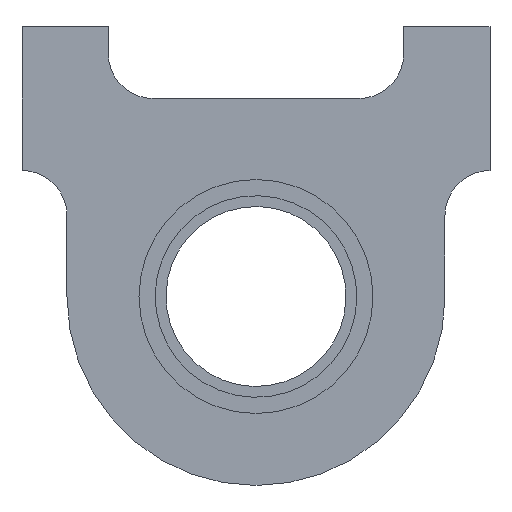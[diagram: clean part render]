
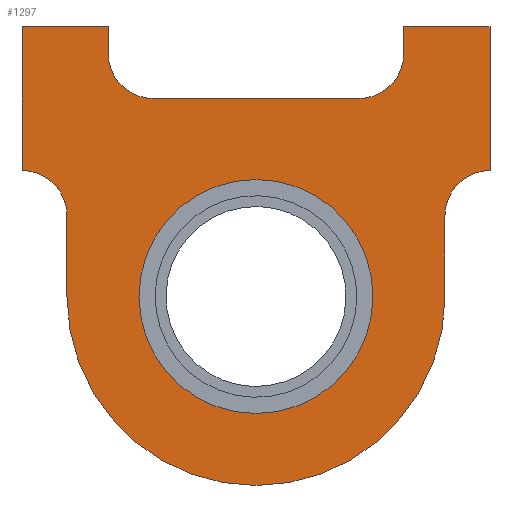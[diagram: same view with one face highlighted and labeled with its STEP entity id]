
A CAD part, front view. The second image highlights one B-rep face of the part: STEP entity #1297.
In plain terms, the highlighted planar face has unit normal (0, -1, 0).
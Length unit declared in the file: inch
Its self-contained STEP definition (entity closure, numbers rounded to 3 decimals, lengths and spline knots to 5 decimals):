
#2 = DIRECTION ( 'NONE',  ( 0., 0., 1. ) ) ;
#42 = EDGE_CURVE ( 'NONE', #960, #321, #110, .T. ) ;
#54 = CARTESIAN_POINT ( 'NONE',  ( -0.2856, 0., 0.675 ) ) ;
#61 = VERTEX_POINT ( 'NONE', #912 ) ;
#80 = VERTEX_POINT ( 'NONE', #556 ) ;
#82 = EDGE_CURVE ( 'NONE', #321, #613, #1349, .T. ) ;
#98 = ORIENTED_EDGE ( 'NONE', *, *, #104, .F. ) ;
#102 = VERTEX_POINT ( 'NONE', #1161 ) ;
#104 = EDGE_CURVE ( 'NONE', #331, #902, #398, .T. ) ;
#110 = LINE ( 'NONE', #673, #1156 ) ;
#118 = DIRECTION ( 'NONE',  ( 0., 0., -1. ) ) ;
#122 = EDGE_CURVE ( 'NONE', #613, #891, #315, .T. ) ;
#138 = DIRECTION ( 'NONE',  ( 0., 0., 1. ) ) ;
#140 = DIRECTION ( 'NONE',  ( 0., 1., 0. ) ) ;
#151 = CARTESIAN_POINT ( 'NONE',  ( 0.4106, 0., 0.75 ) ) ;
#153 = AXIS2_PLACEMENT_3D ( 'NONE', #735, #748, #754 ) ;
#155 = CARTESIAN_POINT ( 'NONE',  ( -0.65, 0., 0.75 ) ) ;
#162 = CARTESIAN_POINT ( 'NONE',  ( -0.65, 0., 0.225 ) ) ;
#169 = EDGE_CURVE ( 'NONE', #740, #1193, #1020, .T. ) ;
#187 = EDGE_CURVE ( 'NONE', #928, #80, #1583, .T. ) ;
#204 = AXIS2_PLACEMENT_3D ( 'NONE', #1685, #1661, #1703 ) ;
#226 = CARTESIAN_POINT ( 'NONE',  ( -0.65, 0., 0.35 ) ) ;
#253 = AXIS2_PLACEMENT_3D ( 'NONE', #306, #1335, #1089 ) ;
#258 = EDGE_CURVE ( 'NONE', #985, #1004, #1364, .T. ) ;
#263 = DIRECTION ( 'NONE',  ( 0., 1., 0. ) ) ;
#269 = CARTESIAN_POINT ( 'NONE',  ( 0.65, 0., 0.35 ) ) ;
#270 = EDGE_CURVE ( 'NONE', #928, #891, #1076, .T. ) ;
#281 = EDGE_CURVE ( 'NONE', #960, #61, #1117, .T. ) ;
#290 = DIRECTION ( 'NONE',  ( 0., 0., 1. ) ) ;
#291 = EDGE_CURVE ( 'NONE', #102, #1520, #922, .T. ) ;
#303 = EDGE_CURVE ( 'NONE', #740, #902, #1098, .T. ) ;
#306 = CARTESIAN_POINT ( 'NONE',  ( 0.65, 0., 0.225 ) ) ;
#308 = ORIENTED_EDGE ( 'NONE', *, *, #303, .T. ) ;
#313 = ORIENTED_EDGE ( 'NONE', *, *, #270, .T. ) ;
#315 = LINE ( 'NONE', #269, #848 ) ;
#321 = VERTEX_POINT ( 'NONE', #151 ) ;
#331 = VERTEX_POINT ( 'NONE', #857 ) ;
#372 = DIRECTION ( 'NONE',  ( 1., 0., 0. ) ) ;
#398 = LINE ( 'NONE', #571, #1060 ) ;
#423 = CARTESIAN_POINT ( 'NONE',  ( -0.4106, 0., 0.75 ) ) ;
#442 = AXIS2_PLACEMENT_3D ( 'NONE', #1436, #263, #2 ) ;
#463 = ORIENTED_EDGE ( 'NONE', *, *, #42, .F. ) ;
#486 = ORIENTED_EDGE ( 'NONE', *, *, #1496, .T. ) ;
#506 = DIRECTION ( 'NONE',  ( 0., 1., 0. ) ) ;
#511 = DIRECTION ( 'NONE',  ( 0., 0., 1. ) ) ;
#518 = CARTESIAN_POINT ( 'NONE',  ( -0.4106, 0., 0.55 ) ) ;
#525 = VECTOR ( 'NONE', #290, 39.37008 ) ;
#531 = DIRECTION ( 'NONE',  ( 0., 0., 1. ) ) ;
#546 = CARTESIAN_POINT ( 'NONE',  ( 0., 0., 0. ) ) ;
#556 = CARTESIAN_POINT ( 'NONE',  ( 0.525, 0., 0. ) ) ;
#565 = ORIENTED_EDGE ( 'NONE', *, *, #281, .T. ) ;
#570 = ORIENTED_EDGE ( 'NONE', *, *, #258, .T. ) ;
#571 = CARTESIAN_POINT ( 'NONE',  ( -0.525, 0., 0. ) ) ;
#578 = CARTESIAN_POINT ( 'NONE',  ( 0., 0., -0.525 ) ) ;
#580 = ORIENTED_EDGE ( 'NONE', *, *, #187, .F. ) ;
#584 = LINE ( 'NONE', #664, #1110 ) ;
#585 = CARTESIAN_POINT ( 'NONE',  ( 0., 0., 0.325 ) ) ;
#613 = VERTEX_POINT ( 'NONE', #1402 ) ;
#624 = DIRECTION ( 'NONE',  ( 1., 0., 0. ) ) ;
#647 = DIRECTION ( 'NONE',  ( 0., 0., 1. ) ) ;
#659 = CARTESIAN_POINT ( 'NONE',  ( 0., 0., -0.325 ) ) ;
#664 = CARTESIAN_POINT ( 'NONE',  ( -0.65, 0., 0.75 ) ) ;
#673 = CARTESIAN_POINT ( 'NONE',  ( 0.4106, 0., 0.75 ) ) ;
#674 = DIRECTION ( 'NONE',  ( 0., 1., 0. ) ) ;
#684 = VERTEX_POINT ( 'NONE', #578 ) ;
#695 = CARTESIAN_POINT ( 'NONE',  ( 0., 0., 0. ) ) ;
#707 = CARTESIAN_POINT ( 'NONE',  ( 0.4106, 0., 0.675 ) ) ;
#717 = AXIS2_PLACEMENT_3D ( 'NONE', #54, #1099, #1122 ) ;
#735 = CARTESIAN_POINT ( 'NONE',  ( 0., 0., 0. ) ) ;
#740 = VERTEX_POINT ( 'NONE', #1600 ) ;
#748 = DIRECTION ( 'NONE',  ( 0., 1., 0. ) ) ;
#754 = DIRECTION ( 'NONE',  ( 0., 0., 1. ) ) ;
#776 = CARTESIAN_POINT ( 'NONE',  ( -0.4106, 0., 0.675 ) ) ;
#822 = ORIENTED_EDGE ( 'NONE', *, *, #1576, .F. ) ;
#848 = VECTOR ( 'NONE', #118, 39.37008 ) ;
#857 = CARTESIAN_POINT ( 'NONE',  ( -0.525, 0., 0. ) ) ;
#890 = DIRECTION ( 'NONE',  ( 0., 0., 1. ) ) ;
#891 = VERTEX_POINT ( 'NONE', #982 ) ;
#902 = VERTEX_POINT ( 'NONE', #1134 ) ;
#912 = CARTESIAN_POINT ( 'NONE',  ( 0.2856, 0., 0.55 ) ) ;
#922 = CIRCLE ( 'NONE', #717, 0.125 ) ;
#928 = VERTEX_POINT ( 'NONE', #1143 ) ;
#931 = EDGE_CURVE ( 'NONE', #1193, #1561, #584, .T. ) ;
#940 = CARTESIAN_POINT ( 'NONE',  ( 0.65, 0., 0.75 ) ) ;
#944 = ORIENTED_EDGE ( 'NONE', *, *, #291, .T. ) ;
#954 = DIRECTION ( 'NONE',  ( 1., 0., 0. ) ) ;
#960 = VERTEX_POINT ( 'NONE', #707 ) ;
#964 = ORIENTED_EDGE ( 'NONE', *, *, #1532, .F. ) ;
#966 = AXIS2_PLACEMENT_3D ( 'NONE', #1665, #1591, #1689 ) ;
#971 = PLANE ( 'NONE',  #204 ) ;
#982 = CARTESIAN_POINT ( 'NONE',  ( 0.65, 0., 0.35 ) ) ;
#985 = VERTEX_POINT ( 'NONE', #585 ) ;
#1004 = VERTEX_POINT ( 'NONE', #659 ) ;
#1020 = LINE ( 'NONE', #226, #525 ) ;
#1026 = VECTOR ( 'NONE', #1189, 39.37008 ) ;
#1028 = DIRECTION ( 'NONE',  ( 0., 0., -1. ) ) ;
#1044 = CARTESIAN_POINT ( 'NONE',  ( 0.525, 0., 0. ) ) ;
#1060 = VECTOR ( 'NONE', #890, 39.37008 ) ;
#1076 = CIRCLE ( 'NONE', #253, 0.125 ) ;
#1089 = DIRECTION ( 'NONE',  ( 0., 0., 1. ) ) ;
#1098 = CIRCLE ( 'NONE', #1618, 0.125 ) ;
#1099 = DIRECTION ( 'NONE',  ( 0., 1., 0. ) ) ;
#1101 = CIRCLE ( 'NONE', #1698, 0.325 ) ;
#1110 = VECTOR ( 'NONE', #624, 39.37008 ) ;
#1117 = CIRCLE ( 'NONE', #442, 0.125 ) ;
#1122 = DIRECTION ( 'NONE',  ( 0., 0., 1. ) ) ;
#1134 = CARTESIAN_POINT ( 'NONE',  ( -0.525, 0., 0.225 ) ) ;
#1143 = CARTESIAN_POINT ( 'NONE',  ( 0.525, 0., 0.225 ) ) ;
#1153 = VECTOR ( 'NONE', #372, 39.37008 ) ;
#1156 = VECTOR ( 'NONE', #531, 39.37008 ) ;
#1161 = CARTESIAN_POINT ( 'NONE',  ( -0.2856, 0., 0.55 ) ) ;
#1189 = DIRECTION ( 'NONE',  ( 0., 0., -1. ) ) ;
#1193 = VERTEX_POINT ( 'NONE', #155 ) ;
#1201 = ORIENTED_EDGE ( 'NONE', *, *, #931, .F. ) ;
#1244 = FACE_OUTER_BOUND ( 'NONE', #1655, .T. ) ;
#1248 = EDGE_CURVE ( 'NONE', #80, #684, #1374, .T. ) ;
#1297 = ADVANCED_FACE ( 'NONE', ( #1372, #1244 ), #971, .F. ) ;
#1305 = LINE ( 'NONE', #518, #1153 ) ;
#1309 = ORIENTED_EDGE ( 'NONE', *, *, #169, .F. ) ;
#1318 = ORIENTED_EDGE ( 'NONE', *, *, #122, .F. ) ;
#1321 = EDGE_CURVE ( 'NONE', #1561, #1520, #1333, .T. ) ;
#1330 = CARTESIAN_POINT ( 'NONE',  ( -0.4106, 0., 0.75 ) ) ;
#1333 = LINE ( 'NONE', #1330, #1026 ) ;
#1335 = DIRECTION ( 'NONE',  ( 0., 1., 0. ) ) ;
#1349 = LINE ( 'NONE', #940, #1424 ) ;
#1364 = CIRCLE ( 'NONE', #153, 0.325 ) ;
#1372 = FACE_BOUND ( 'NONE', #1398, .T. ) ;
#1374 = CIRCLE ( 'NONE', #966, 0.525 ) ;
#1398 = EDGE_LOOP ( 'NONE', ( #570, #486 ) ) ;
#1402 = CARTESIAN_POINT ( 'NONE',  ( 0.65, 0., 0.75 ) ) ;
#1424 = VECTOR ( 'NONE', #954, 39.37008 ) ;
#1436 = CARTESIAN_POINT ( 'NONE',  ( 0.2856, 0., 0.675 ) ) ;
#1452 = ORIENTED_EDGE ( 'NONE', *, *, #1248, .F. ) ;
#1496 = EDGE_CURVE ( 'NONE', #1004, #985, #1101, .T. ) ;
#1513 = ORIENTED_EDGE ( 'NONE', *, *, #1321, .F. ) ;
#1520 = VERTEX_POINT ( 'NONE', #776 ) ;
#1532 = EDGE_CURVE ( 'NONE', #684, #331, #1586, .T. ) ;
#1541 = VECTOR ( 'NONE', #1028, 39.37008 ) ;
#1543 = ORIENTED_EDGE ( 'NONE', *, *, #82, .F. ) ;
#1561 = VERTEX_POINT ( 'NONE', #423 ) ;
#1576 = EDGE_CURVE ( 'NONE', #102, #61, #1305, .T. ) ;
#1583 = LINE ( 'NONE', #1044, #1541 ) ;
#1586 = CIRCLE ( 'NONE', #1682, 0.525 ) ;
#1591 = DIRECTION ( 'NONE',  ( 0., 1., 0. ) ) ;
#1600 = CARTESIAN_POINT ( 'NONE',  ( -0.65, 0., 0.35 ) ) ;
#1618 = AXIS2_PLACEMENT_3D ( 'NONE', #162, #140, #138 ) ;
#1655 = EDGE_LOOP ( 'NONE', ( #1452, #580, #313, #1318, #1543, #463, #565, #822, #944, #1513, #1201, #1309, #308, #98, #964 ) ) ;
#1661 = DIRECTION ( 'NONE',  ( 0., 1., 0. ) ) ;
#1665 = CARTESIAN_POINT ( 'NONE',  ( 0., 0., 0. ) ) ;
#1682 = AXIS2_PLACEMENT_3D ( 'NONE', #546, #506, #511 ) ;
#1685 = CARTESIAN_POINT ( 'NONE',  ( 0., 0., 0. ) ) ;
#1689 = DIRECTION ( 'NONE',  ( 0., 0., 1. ) ) ;
#1698 = AXIS2_PLACEMENT_3D ( 'NONE', #695, #674, #647 ) ;
#1703 = DIRECTION ( 'NONE',  ( 0., 0., 1. ) ) ;
